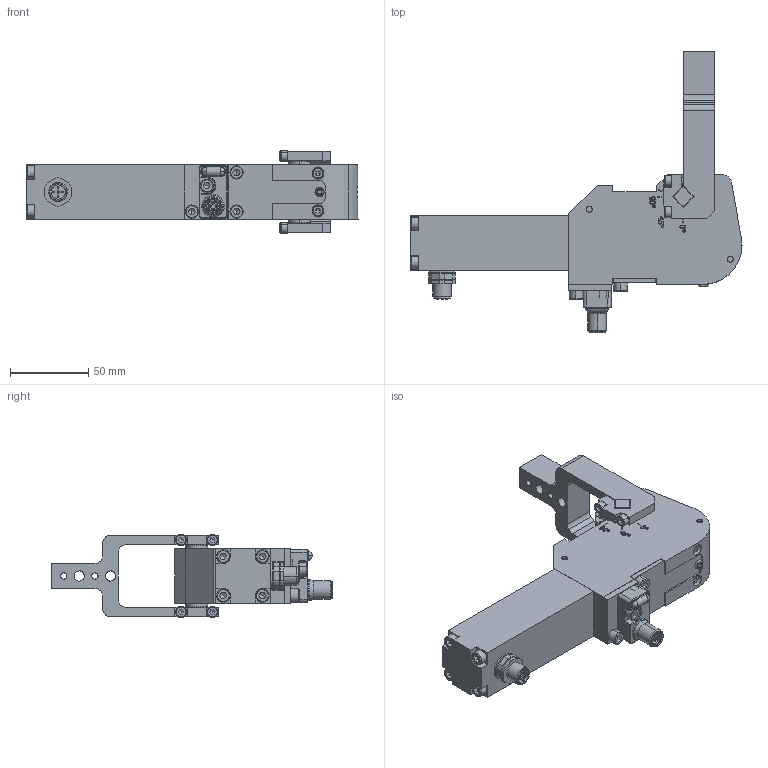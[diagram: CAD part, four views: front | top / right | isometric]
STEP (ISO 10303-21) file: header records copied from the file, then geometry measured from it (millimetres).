
FILE_DESCRIPTION(('CATIA V5 STEP Exchange'),'2;1');
FILE_NAME('EK_25_1_A10_T12_24V_323867_TUENKERS.stp','2017-11-16T08:04:16+00:00',('none'),('none'),'CATIA Version 5-6 Release 2014 SP1 HF29','CATIA V5 STEP AP203','none');
FILE_SCHEMA(('CONFIG_CONTROL_DESIGN'));
Products named in the file (1): EK_25_1_A10_T12_24V_323867_TUENKERS
Bounding box: 212.05 x 180.01 x 53 mm (x, y, z)
Volume: 270100.4 mm3; surface area: 121519 mm2
Topology: 6 solids, 23 shells, 1769 faces, 4815 edges, 3137 vertices
Faces by surface type: plane 769, cylinder 536, bspline 195, cone 169, torus 78, sphere 22
Entity records: 61172 total; most frequent: CARTESIAN_POINT 20285, ORIENTED_EDGE 9434, DIRECTION 6439, EDGE_CURVE 4717, VERTEX_POINT 3137, AXIS2_PLACEMENT_3D 2610, VECTOR 2301, LINE 2301
